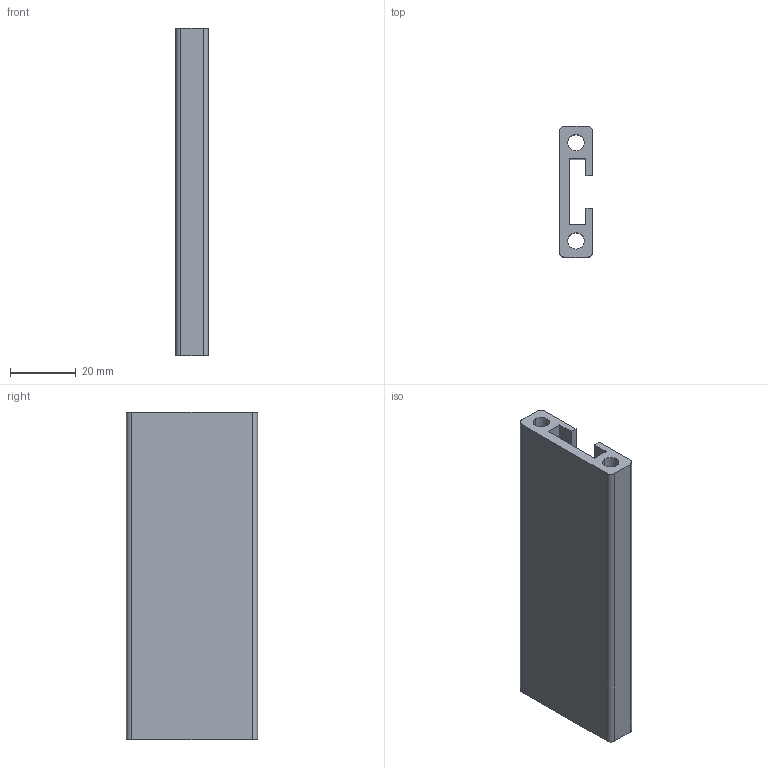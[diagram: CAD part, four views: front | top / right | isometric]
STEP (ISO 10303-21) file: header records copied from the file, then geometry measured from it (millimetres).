
FILE_DESCRIPTION(('Creo Elements/Direct Modeling STEP Export'),'2;1');
FILE_NAME('44.0030.3_Rechteckprofil-MMS-44_40x10mm.stp','2022-03-21T 8:56:09',(''),(''),'PTC Creo Elements/Direct Modeling STEP processor for AP214 (Solid Model)','PTC Creo Elements/Direct Modeling 19.0C 15-Aug-2015 (C) Parametric Technology GmbH','');
FILE_SCHEMA(('AUTOMOTIVE_DESIGN { 1 0 10303 214 1 1 1 1 }'));
Length unit declared in the file: millimetre
Products named in the file (2): Rechteckprofil-MMS-44_40x10mm_44.0030.3_PX171810
Assembly tree (1 placements, depth 2):
  Rechteckprofil-MMS-44_40x10mm_44.0030.3_PX171810
    Rechteckprofil-MMS-44_40x10mm_44.0030.3_PX171810
Bounding box: 10 x 40 x 100 mm (x, y, z)
Volume: 23853.3 mm3; surface area: 16744 mm2
Topology: 1 solids, 1 shells, 22 faces, 63 edges, 43 vertices
Faces by surface type: plane 14, cylinder 8
Entity records: 748 total; most frequent: ORIENTED_EDGE 126, CARTESIAN_POINT 123, DIRECTION 116, EDGE_CURVE 63, VECTOR 44, LINE 44, VERTEX_POINT 43, AXIS2_PLACEMENT_3D 36
